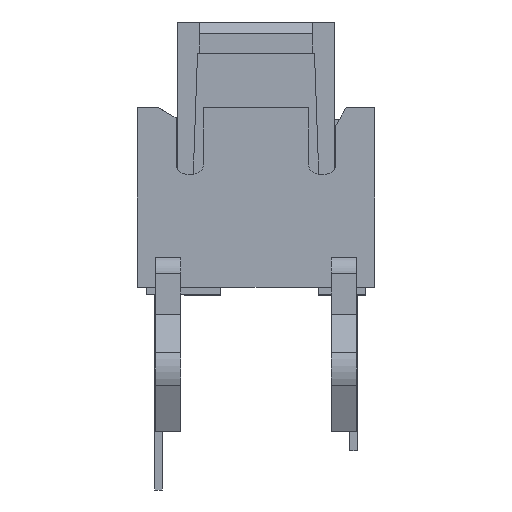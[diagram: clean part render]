
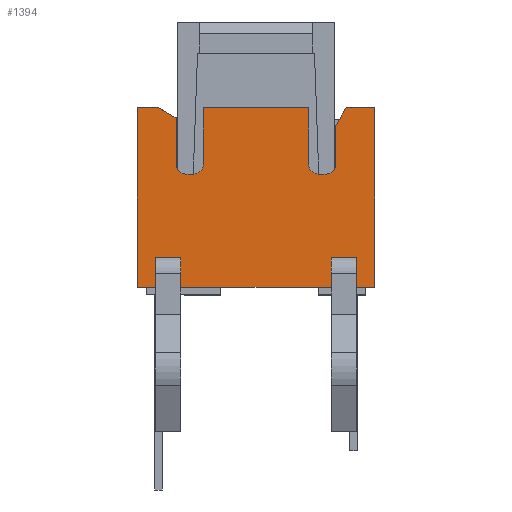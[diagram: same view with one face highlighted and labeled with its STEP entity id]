
A CAD part, left-side view. The second image highlights one B-rep face of the part: STEP entity #1394.
In plain terms, the highlighted planar face has unit normal (-1, 0, 0).
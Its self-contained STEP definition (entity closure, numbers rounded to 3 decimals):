
#643 = VERTEX_POINT('',#644);
#644 = CARTESIAN_POINT('',(-3.05,2.05,3.35));
#650 = EDGE_CURVE('',#651,#643,#653,.T.);
#651 = VERTEX_POINT('',#652);
#652 = CARTESIAN_POINT('',(-3.05,2.05,4.54
    ));
#653 = LINE('',#654,#655);
#654 = CARTESIAN_POINT('',(-3.05,2.05,4.54
    ));
#655 = VECTOR('',#656,1.);
#656 = DIRECTION('',(0.,0.,-1.));
#797 = VERTEX_POINT('',#798);
#798 = CARTESIAN_POINT('',(-3.05,3.05,4.8));
#804 = EDGE_CURVE('',#805,#797,#807,.T.);
#805 = VERTEX_POINT('',#806);
#806 = CARTESIAN_POINT('',(-3.05,3.05,0.2));
#807 = LINE('',#808,#809);
#808 = CARTESIAN_POINT('',(-3.05,3.05,0.2));
#809 = VECTOR('',#810,1.);
#810 = DIRECTION('',(0.,0.,1.));
#1000 = VERTEX_POINT('',#1001);
#1001 = CARTESIAN_POINT('',(-3.05,2.5,4.8));
#1007 = EDGE_CURVE('',#1000,#797,#1008,.T.);
#1008 = LINE('',#1009,#1010);
#1009 = CARTESIAN_POINT('',(-3.05,2.5,4.8));
#1010 = VECTOR('',#1011,1.);
#1011 = DIRECTION('',(0.,1.,0.));
#1069 = VERTEX_POINT('',#1070);
#1070 = CARTESIAN_POINT('',(-3.05,-1.35,4.8));
#1078 = EDGE_CURVE('',#1069,#1079,#1081,.T.);
#1079 = VERTEX_POINT('',#1080);
#1080 = CARTESIAN_POINT('',(-3.05,1.35,4.8));
#1081 = LINE('',#1082,#1083);
#1082 = CARTESIAN_POINT('',(-3.05,-1.35,4.8));
#1083 = VECTOR('',#1084,1.);
#1084 = DIRECTION('',(0.,1.,0.));
#1135 = VERTEX_POINT('',#1136);
#1136 = CARTESIAN_POINT('',(-3.05,-3.05,4.8));
#1142 = EDGE_CURVE('',#1135,#1143,#1145,.T.);
#1143 = VERTEX_POINT('',#1144);
#1144 = CARTESIAN_POINT('',(-3.05,-2.31,4.8));
#1145 = LINE('',#1146,#1147);
#1146 = CARTESIAN_POINT('',(-3.05,-3.05,4.8));
#1147 = VECTOR('',#1148,1.);
#1148 = DIRECTION('',(0.,1.,0.));
#1220 = EDGE_CURVE('',#1000,#651,#1221,.T.);
#1221 = LINE('',#1222,#1223);
#1222 = CARTESIAN_POINT('',(-3.05,2.5,4.8));
#1223 = VECTOR('',#1224,1.);
#1224 = DIRECTION('',(0.,-0.866,-0.5));
#1345 = EDGE_CURVE('',#1346,#1143,#1348,.T.);
#1346 = VERTEX_POINT('',#1347);
#1347 = CARTESIAN_POINT('',(-3.05,-2.05,4.35));
#1348 = LINE('',#1349,#1350);
#1349 = CARTESIAN_POINT('',(-3.05,-2.05,4.35));
#1350 = VECTOR('',#1351,1.);
#1351 = DIRECTION('',(0.,-0.5,0.866));
#1394 = ADVANCED_FACE('',(#1395),#1554,.T.);
#1395 = FACE_BOUND('',#1396,.F.);
#1396 = EDGE_LOOP('',(#1397,#1407,#1413,#1414,#1415,#1416,#1417,#1426,
    #1434,#1443,#1449,#1450,#1458,#1467,#1475,#1484,#1490,#1491,#1492,
    #1500,#1508,#1516,#1524,#1532,#1540,#1548));
#1397 = ORIENTED_EDGE('',*,*,#1398,.F.);
#1398 = EDGE_CURVE('',#1399,#1401,#1403,.T.);
#1399 = VERTEX_POINT('',#1400);
#1400 = CARTESIAN_POINT('',(-3.05,2.575,0.2));
#1401 = VERTEX_POINT('',#1402);
#1402 = CARTESIAN_POINT('',(-3.05,2.575,0.974));
#1403 = LINE('',#1404,#1405);
#1404 = CARTESIAN_POINT('',(-3.05,2.575,0.2));
#1405 = VECTOR('',#1406,1.);
#1406 = DIRECTION('',(0.,0.,1.));
#1407 = ORIENTED_EDGE('',*,*,#1408,.T.);
#1408 = EDGE_CURVE('',#1399,#805,#1409,.T.);
#1409 = LINE('',#1410,#1411);
#1410 = CARTESIAN_POINT('',(-3.05,2.575,0.2));
#1411 = VECTOR('',#1412,1.);
#1412 = DIRECTION('',(0.,1.,0.));
#1413 = ORIENTED_EDGE('',*,*,#804,.T.);
#1414 = ORIENTED_EDGE('',*,*,#1007,.F.);
#1415 = ORIENTED_EDGE('',*,*,#1220,.T.);
#1416 = ORIENTED_EDGE('',*,*,#650,.T.);
#1417 = ORIENTED_EDGE('',*,*,#1418,.F.);
#1418 = EDGE_CURVE('',#1419,#643,#1421,.T.);
#1419 = VERTEX_POINT('',#1420);
#1420 = CARTESIAN_POINT('',(-3.05,1.8,3.1));
#1421 = CIRCLE('',#1422,0.25);
#1422 = AXIS2_PLACEMENT_3D('',#1423,#1424,#1425);
#1423 = CARTESIAN_POINT('',(-3.05,1.8,3.35));
#1424 = DIRECTION('',(1.,0.,0.));
#1425 = DIRECTION('',(0.,0.,-1.));
#1426 = ORIENTED_EDGE('',*,*,#1427,.F.);
#1427 = EDGE_CURVE('',#1428,#1419,#1430,.T.);
#1428 = VERTEX_POINT('',#1429);
#1429 = CARTESIAN_POINT('',(-3.05,1.6,3.1));
#1430 = LINE('',#1431,#1432);
#1431 = CARTESIAN_POINT('',(-3.05,1.6,3.1));
#1432 = VECTOR('',#1433,1.);
#1433 = DIRECTION('',(0.,1.,0.));
#1434 = ORIENTED_EDGE('',*,*,#1435,.F.);
#1435 = EDGE_CURVE('',#1436,#1428,#1438,.T.);
#1436 = VERTEX_POINT('',#1437);
#1437 = CARTESIAN_POINT('',(-3.05,1.35,3.35));
#1438 = CIRCLE('',#1439,0.25);
#1439 = AXIS2_PLACEMENT_3D('',#1440,#1441,#1442);
#1440 = CARTESIAN_POINT('',(-3.05,1.6,3.35));
#1441 = DIRECTION('',(1.,0.,0.));
#1442 = DIRECTION('',(0.,-1.,0.));
#1443 = ORIENTED_EDGE('',*,*,#1444,.F.);
#1444 = EDGE_CURVE('',#1079,#1436,#1445,.T.);
#1445 = LINE('',#1446,#1447);
#1446 = CARTESIAN_POINT('',(-3.05,1.35,4.8));
#1447 = VECTOR('',#1448,1.);
#1448 = DIRECTION('',(0.,0.,-1.));
#1449 = ORIENTED_EDGE('',*,*,#1078,.F.);
#1450 = ORIENTED_EDGE('',*,*,#1451,.T.);
#1451 = EDGE_CURVE('',#1069,#1452,#1454,.T.);
#1452 = VERTEX_POINT('',#1453);
#1453 = CARTESIAN_POINT('',(-3.05,-1.35,3.35));
#1454 = LINE('',#1455,#1456);
#1455 = CARTESIAN_POINT('',(-3.05,-1.35,4.8));
#1456 = VECTOR('',#1457,1.);
#1457 = DIRECTION('',(0.,0.,-1.));
#1458 = ORIENTED_EDGE('',*,*,#1459,.F.);
#1459 = EDGE_CURVE('',#1460,#1452,#1462,.T.);
#1460 = VERTEX_POINT('',#1461);
#1461 = CARTESIAN_POINT('',(-3.05,-1.6,3.1));
#1462 = CIRCLE('',#1463,0.25);
#1463 = AXIS2_PLACEMENT_3D('',#1464,#1465,#1466);
#1464 = CARTESIAN_POINT('',(-3.05,-1.6,3.35));
#1465 = DIRECTION('',(1.,0.,0.));
#1466 = DIRECTION('',(0.,0.,-1.));
#1467 = ORIENTED_EDGE('',*,*,#1468,.F.);
#1468 = EDGE_CURVE('',#1469,#1460,#1471,.T.);
#1469 = VERTEX_POINT('',#1470);
#1470 = CARTESIAN_POINT('',(-3.05,-1.8,3.1));
#1471 = LINE('',#1472,#1473);
#1472 = CARTESIAN_POINT('',(-3.05,-1.8,3.1));
#1473 = VECTOR('',#1474,1.);
#1474 = DIRECTION('',(0.,1.,0.));
#1475 = ORIENTED_EDGE('',*,*,#1476,.F.);
#1476 = EDGE_CURVE('',#1477,#1469,#1479,.T.);
#1477 = VERTEX_POINT('',#1478);
#1478 = CARTESIAN_POINT('',(-3.05,-2.05,3.35));
#1479 = CIRCLE('',#1480,0.25);
#1480 = AXIS2_PLACEMENT_3D('',#1481,#1482,#1483);
#1481 = CARTESIAN_POINT('',(-3.05,-1.8,3.35));
#1482 = DIRECTION('',(1.,0.,0.));
#1483 = DIRECTION('',(0.,-1.,0.));
#1484 = ORIENTED_EDGE('',*,*,#1485,.T.);
#1485 = EDGE_CURVE('',#1477,#1346,#1486,.T.);
#1486 = LINE('',#1487,#1488);
#1487 = CARTESIAN_POINT('',(-3.05,-2.05,3.35));
#1488 = VECTOR('',#1489,1.);
#1489 = DIRECTION('',(0.,0.,1.));
#1490 = ORIENTED_EDGE('',*,*,#1345,.T.);
#1491 = ORIENTED_EDGE('',*,*,#1142,.F.);
#1492 = ORIENTED_EDGE('',*,*,#1493,.F.);
#1493 = EDGE_CURVE('',#1494,#1135,#1496,.T.);
#1494 = VERTEX_POINT('',#1495);
#1495 = CARTESIAN_POINT('',(-3.05,-3.05,0.2));
#1496 = LINE('',#1497,#1498);
#1497 = CARTESIAN_POINT('',(-3.05,-3.05,0.2));
#1498 = VECTOR('',#1499,1.);
#1499 = DIRECTION('',(0.,0.,1.));
#1500 = ORIENTED_EDGE('',*,*,#1501,.T.);
#1501 = EDGE_CURVE('',#1494,#1502,#1504,.T.);
#1502 = VERTEX_POINT('',#1503);
#1503 = CARTESIAN_POINT('',(-3.05,-2.575,0.2));
#1504 = LINE('',#1505,#1506);
#1505 = CARTESIAN_POINT('',(-3.05,-3.05,0.2));
#1506 = VECTOR('',#1507,1.);
#1507 = DIRECTION('',(0.,1.,0.));
#1508 = ORIENTED_EDGE('',*,*,#1509,.T.);
#1509 = EDGE_CURVE('',#1502,#1510,#1512,.T.);
#1510 = VERTEX_POINT('',#1511);
#1511 = CARTESIAN_POINT('',(-3.05,-2.575,0.974));
#1512 = LINE('',#1513,#1514);
#1513 = CARTESIAN_POINT('',(-3.05,-2.575,0.2));
#1514 = VECTOR('',#1515,1.);
#1515 = DIRECTION('',(0.,0.,1.));
#1516 = ORIENTED_EDGE('',*,*,#1517,.F.);
#1517 = EDGE_CURVE('',#1518,#1510,#1520,.T.);
#1518 = VERTEX_POINT('',#1519);
#1519 = CARTESIAN_POINT('',(-3.05,-1.925,0.974));
#1520 = LINE('',#1521,#1522);
#1521 = CARTESIAN_POINT('',(-3.05,-1.925,0.974));
#1522 = VECTOR('',#1523,1.);
#1523 = DIRECTION('',(0.,-1.,0.));
#1524 = ORIENTED_EDGE('',*,*,#1525,.F.);
#1525 = EDGE_CURVE('',#1526,#1518,#1528,.T.);
#1526 = VERTEX_POINT('',#1527);
#1527 = CARTESIAN_POINT('',(-3.05,-1.925,0.2));
#1528 = LINE('',#1529,#1530);
#1529 = CARTESIAN_POINT('',(-3.05,-1.925,0.2));
#1530 = VECTOR('',#1531,1.);
#1531 = DIRECTION('',(0.,0.,1.));
#1532 = ORIENTED_EDGE('',*,*,#1533,.T.);
#1533 = EDGE_CURVE('',#1526,#1534,#1536,.T.);
#1534 = VERTEX_POINT('',#1535);
#1535 = CARTESIAN_POINT('',(-3.05,1.925,0.2));
#1536 = LINE('',#1537,#1538);
#1537 = CARTESIAN_POINT('',(-3.05,-1.925,0.2));
#1538 = VECTOR('',#1539,1.);
#1539 = DIRECTION('',(0.,1.,0.));
#1540 = ORIENTED_EDGE('',*,*,#1541,.T.);
#1541 = EDGE_CURVE('',#1534,#1542,#1544,.T.);
#1542 = VERTEX_POINT('',#1543);
#1543 = CARTESIAN_POINT('',(-3.05,1.925,0.974));
#1544 = LINE('',#1545,#1546);
#1545 = CARTESIAN_POINT('',(-3.05,1.925,0.2));
#1546 = VECTOR('',#1547,1.);
#1547 = DIRECTION('',(0.,0.,1.));
#1548 = ORIENTED_EDGE('',*,*,#1549,.F.);
#1549 = EDGE_CURVE('',#1401,#1542,#1550,.T.);
#1550 = LINE('',#1551,#1552);
#1551 = CARTESIAN_POINT('',(-3.05,2.575,0.974));
#1552 = VECTOR('',#1553,1.);
#1553 = DIRECTION('',(0.,-1.,0.));
#1554 = PLANE('',#1555);
#1555 = AXIS2_PLACEMENT_3D('',#1556,#1557,#1558);
#1556 = CARTESIAN_POINT('',(-3.05,-3.05,
    0.));
#1557 = DIRECTION('',(-1.,0.,0.));
#1558 = DIRECTION('',(0.,1.,0.));
